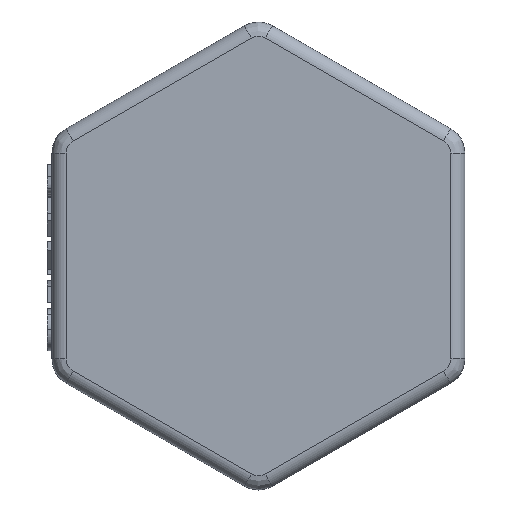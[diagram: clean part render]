
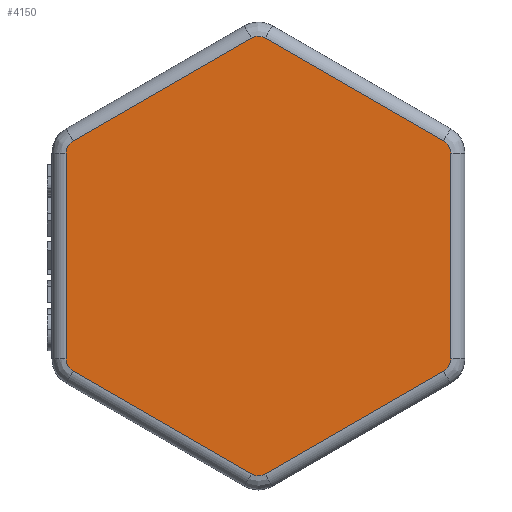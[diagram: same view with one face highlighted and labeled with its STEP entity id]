
A CAD part, left-side view. The second image highlights one B-rep face of the part: STEP entity #4150.
In plain terms, the highlighted face is planar.
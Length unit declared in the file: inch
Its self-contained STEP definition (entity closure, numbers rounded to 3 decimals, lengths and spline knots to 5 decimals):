
#3517=CARTESIAN_POINT('',(-0.53125,-0.4075,0.21795));
#3518=VERTEX_POINT('',#3517);
#3526=CARTESIAN_POINT('',(-0.53125,-0.4075,-0.21795));
#3527=VERTEX_POINT('',#3526);
#3528=CARTESIAN_POINT('',(-0.53125,-0.4075,0.21795));
#3529=DIRECTION('',(0.0,0.0,-1.0));
#3530=VECTOR('',#3529,0.4359);
#3531=LINE('',#3528,#3530);
#3532=EDGE_CURVE('',#3518,#3527,#3531,.T.);
#3589=CARTESIAN_POINT('',(-0.53125,-0.3925,0.24393));
#3590=VERTEX_POINT('',#3589);
#3598=CARTESIAN_POINT('',(-0.53125,-0.3775,0.21795));
#3599=DIRECTION('',(1.0,0.,0.));
#3600=DIRECTION('',(0.,-0.866,0.5));
#3601=AXIS2_PLACEMENT_3D('',#3598,#3599,#3600);
#3602=CIRCLE('',#3601,0.03);
#3603=EDGE_CURVE('',#3590,#3518,#3602,.T.);
#3651=CARTESIAN_POINT('',(-0.53125,-0.3925,-0.24393));
#3652=VERTEX_POINT('',#3651);
#3670=CARTESIAN_POINT('',(-0.53125,-0.3775,-0.21795));
#3671=DIRECTION('',(1.0,0.,0.));
#3672=DIRECTION('',(0.,-0.866,-0.5));
#3673=AXIS2_PLACEMENT_3D('',#3670,#3671,#3672);
#3674=CIRCLE('',#3673,0.03);
#3675=EDGE_CURVE('',#3527,#3652,#3674,.T.);
#3687=CARTESIAN_POINT('',(-0.53125,-0.015,0.46188));
#3688=VERTEX_POINT('',#3687);
#3696=CARTESIAN_POINT('',(-0.53125,-0.015,0.46188));
#3697=DIRECTION('',(0.0,-0.866,-0.5));
#3698=VECTOR('',#3697,0.4359);
#3699=LINE('',#3696,#3698);
#3700=EDGE_CURVE('',#3688,#3590,#3699,.T.);
#3717=CARTESIAN_POINT('',(-0.53125,-0.015,-0.46188));
#3718=VERTEX_POINT('',#3717);
#3733=CARTESIAN_POINT('',(-0.53125,-0.3925,-0.24393));
#3734=DIRECTION('',(0.0,0.866,-0.5));
#3735=VECTOR('',#3734,0.4359);
#3736=LINE('',#3733,#3735);
#3737=EDGE_CURVE('',#3652,#3718,#3736,.T.);
#3795=CARTESIAN_POINT('',(-0.53125,0.015,0.46188));
#3796=VERTEX_POINT('',#3795);
#3804=CARTESIAN_POINT('',(-0.53125,0.,0.4359));
#3805=DIRECTION('',(1.0,0.0,0.0));
#3806=DIRECTION('',(0.0,0.0,1.0));
#3807=AXIS2_PLACEMENT_3D('',#3804,#3805,#3806);
#3808=CIRCLE('',#3807,0.03);
#3809=EDGE_CURVE('',#3796,#3688,#3808,.T.);
#3875=CARTESIAN_POINT('',(-0.53125,0.015,-0.46188));
#3876=VERTEX_POINT('',#3875);
#3886=CARTESIAN_POINT('',(-0.53125,0.,-0.4359));
#3887=DIRECTION('',(1.0,0.0,0.0));
#3888=DIRECTION('',(0.0,0.0,-1.0));
#3889=AXIS2_PLACEMENT_3D('',#3886,#3887,#3888);
#3890=CIRCLE('',#3889,0.03);
#3891=EDGE_CURVE('',#3718,#3876,#3890,.T.);
#3901=CARTESIAN_POINT('',(-0.53125,0.3925,0.24393));
#3902=VERTEX_POINT('',#3901);
#3910=CARTESIAN_POINT('',(-0.53125,0.3925,0.24393));
#3911=DIRECTION('',(0.0,-0.866,0.5));
#3912=VECTOR('',#3911,0.4359);
#3913=LINE('',#3910,#3912);
#3914=EDGE_CURVE('',#3902,#3796,#3913,.T.);
#3926=CARTESIAN_POINT('',(-0.53125,0.3925,-0.24393));
#3927=VERTEX_POINT('',#3926);
#3937=CARTESIAN_POINT('',(-0.53125,0.015,-0.46188));
#3938=DIRECTION('',(0.0,0.866,0.5));
#3939=VECTOR('',#3938,0.4359);
#3940=LINE('',#3937,#3939);
#3941=EDGE_CURVE('',#3876,#3927,#3940,.T.);
#3969=CARTESIAN_POINT('',(-0.53125,0.4075,0.21795));
#3970=VERTEX_POINT('',#3969);
#3978=CARTESIAN_POINT('',(-0.53125,0.3775,0.21795));
#3979=DIRECTION('',(1.0,0.,0.));
#3980=DIRECTION('',(0.,0.866,0.5));
#3981=AXIS2_PLACEMENT_3D('',#3978,#3979,#3980);
#3982=CIRCLE('',#3981,0.03);
#3983=EDGE_CURVE('',#3970,#3902,#3982,.T.);
#4025=CARTESIAN_POINT('',(-0.53125,0.4075,-0.21795));
#4026=VERTEX_POINT('',#4025);
#4036=CARTESIAN_POINT('',(-0.53125,0.3775,-0.21795));
#4037=DIRECTION('',(1.0,0.,0.));
#4038=DIRECTION('',(0.,0.866,-0.5));
#4039=AXIS2_PLACEMENT_3D('',#4036,#4037,#4038);
#4040=CIRCLE('',#4039,0.03);
#4041=EDGE_CURVE('',#3927,#4026,#4040,.T.);
#4054=CARTESIAN_POINT('',(-0.53125,0.4075,-0.21795));
#4055=DIRECTION('',(0.0,0.0,1.0));
#4056=VECTOR('',#4055,0.4359);
#4057=LINE('',#4054,#4056);
#4058=EDGE_CURVE('',#4026,#3970,#4057,.T.);
#4131=CARTESIAN_POINT('',(-0.53125,0.,0.));
#4132=DIRECTION('',(1.0,0.0,0.0));
#4133=DIRECTION('',(0.0,0.0,-1.0));
#4134=AXIS2_PLACEMENT_3D('',#4131,#4132,#4133);
#4135=PLANE('',#4134);
#4136=ORIENTED_EDGE('',*,*,#3532,.F.);
#4137=ORIENTED_EDGE('',*,*,#3603,.F.);
#4138=ORIENTED_EDGE('',*,*,#3700,.F.);
#4139=ORIENTED_EDGE('',*,*,#3809,.F.);
#4140=ORIENTED_EDGE('',*,*,#3914,.F.);
#4141=ORIENTED_EDGE('',*,*,#3983,.F.);
#4142=ORIENTED_EDGE('',*,*,#4058,.F.);
#4143=ORIENTED_EDGE('',*,*,#4041,.F.);
#4144=ORIENTED_EDGE('',*,*,#3941,.F.);
#4145=ORIENTED_EDGE('',*,*,#3891,.F.);
#4146=ORIENTED_EDGE('',*,*,#3737,.F.);
#4147=ORIENTED_EDGE('',*,*,#3675,.F.);
#4148=EDGE_LOOP('',(#4136,#4137,#4138,#4139,#4140,#4141,#4142,#4143,#4144,#4145,#4146,#4147));
#4149=FACE_OUTER_BOUND('',#4148,.T.);
#4150=ADVANCED_FACE('',(#4149),#4135,.F.);
